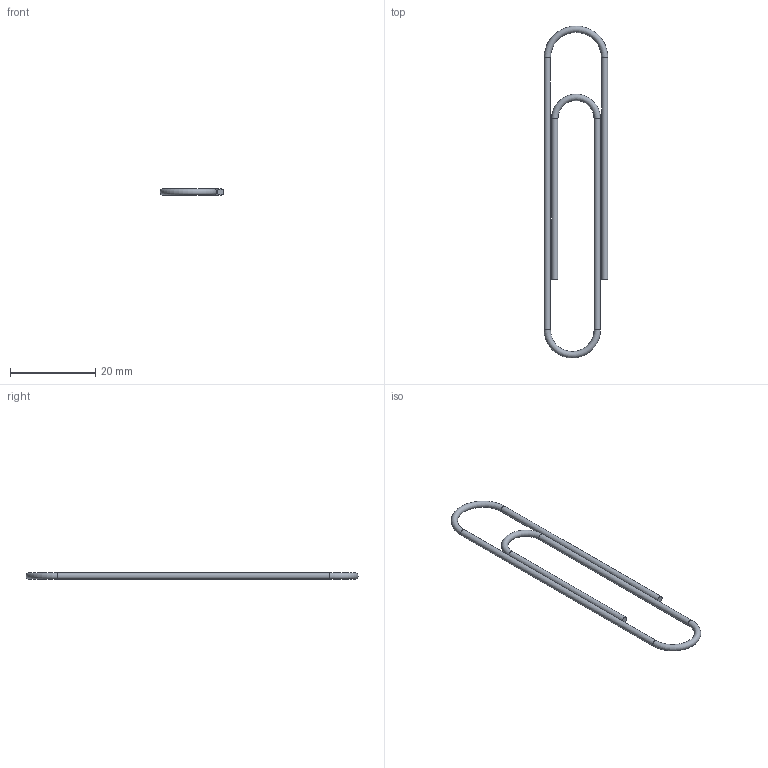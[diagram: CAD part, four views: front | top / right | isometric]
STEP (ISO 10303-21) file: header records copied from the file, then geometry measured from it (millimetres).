
FILE_DESCRIPTION(/* description */ (''),/* implementation_level */ '2;1');
FILE_NAME(/* name */ 'paperclip_big.stp',/* time_stamp */ '2023-04-30T21:53:17+02:00',/* author */ ('Nebojsa'),/* organization */ (''),/* preprocessor_version */ 'ST-DEVELOPER v19.2',/* originating_system */ 'Autodesk Inventor 2023',/* authorisation */ '');
FILE_SCHEMA (('AUTOMOTIVE_DESIGN { 1 0 10303 214 3 1 1 }'));
Length unit declared in the file: millimetre
Products named in the file (1): paperclip_big
Bounding box: 15 x 78 x 1.5 mm (x, y, z)
Volume: 457 mm3; surface area: 1222.3 mm2
Topology: 1 solids, 1 shells, 9 faces, 15 edges, 8 vertices
Faces by surface type: cylinder 4, torus 3, plane 2
Full cylindrical faces by diameter (mm): 1.5 x4
Entity records: 255 total; most frequent: DIRECTION 46, CARTESIAN_POINT 33, ORIENTED_EDGE 30, AXIS2_PLACEMENT_3D 21, EDGE_CURVE 15, CIRCLE 11, FACE_OUTER_BOUND 9, EDGE_LOOP 9
